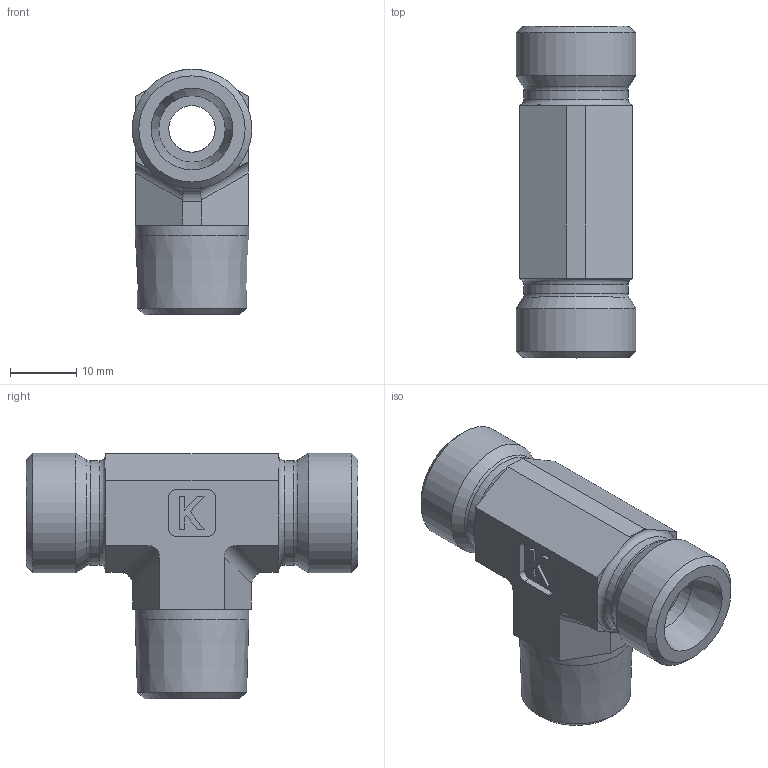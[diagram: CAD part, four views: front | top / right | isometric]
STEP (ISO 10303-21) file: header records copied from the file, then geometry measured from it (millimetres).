
FILE_DESCRIPTION((''),'2;1');
FILE_NAME('28003103818.stp','2014-08-22T14:45:23',(''),('KNOMI spol. s r. o.'),'Autodesk Inventor 2012','Autodesk Inventor 2012','');
FILE_SCHEMA(('AUTOMOTIVE_DESIGN { 1 2 10303 214 0 1 1 1 }'));
Length unit declared in the file: millimetre
Products named in the file (1): THCR3 10SRkuž R3/8/M18
Bounding box: 18 x 50 x 37 mm (x, y, z)
Volume: 13046.9 mm3; surface area: 6076.1 mm2
Topology: 1 solids, 1 shells, 96 faces, 252 edges, 161 vertices
Faces by surface type: plane 64, cylinder 19, cone 9, torus 4
Full cylindrical faces by diameter (mm): 7 x2, 10 x2, 15.7 x2, 17.131 x1, 18 x2
Entity records: 2856 total; most frequent: CARTESIAN_POINT 575, DIRECTION 476, ORIENTED_EDGE 438, EDGE_CURVE 219, AXIS2_PLACEMENT_3D 172, VERTEX_POINT 151, VECTOR 132, LINE 132
